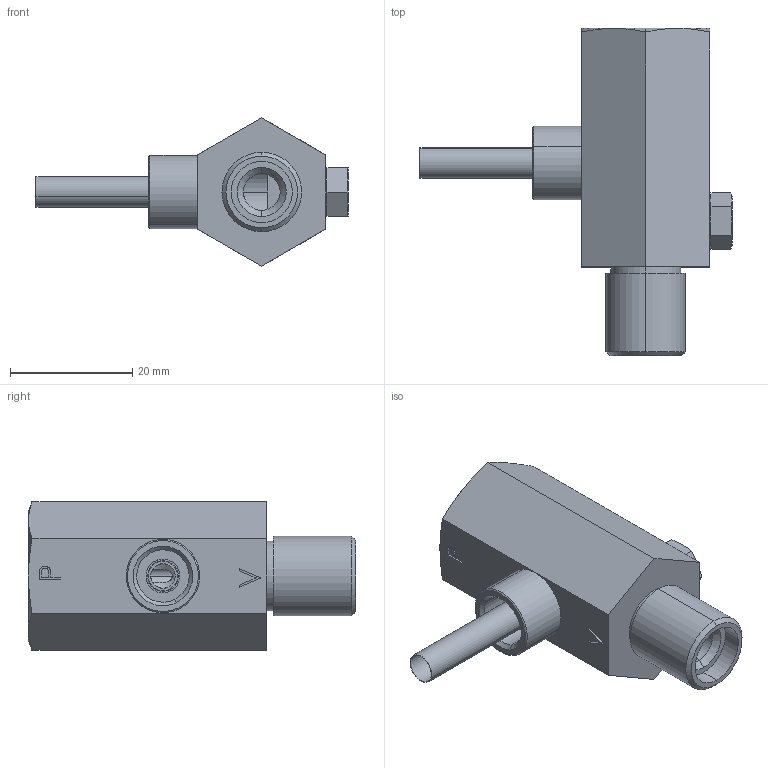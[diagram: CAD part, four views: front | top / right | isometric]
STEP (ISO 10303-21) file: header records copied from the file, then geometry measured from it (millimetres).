
FILE_DESCRIPTION(('STEP AP214'),'1');
FILE_NAME('COVAL_VR14M14.stp','2017-12-27T16:00:40',('TraceParts'),('TraceParts S.A.'),'Spatial InterOp 3D',' ',' ');
FILE_SCHEMA(('automotive_design'));
Length unit declared in the file: millimetre
Products named in the file (3): COVAL_VR14M14_1; COVAL_VR14M14_2; COVAL_VR14M14_3
Bounding box: 51 x 53.5 x 24.25 mm (x, y, z)
Volume: 14419.7 mm3; surface area: 8006.4 mm2
Topology: 4 solids, 4 shells, 147 faces, 330 edges, 199 vertices
Faces by surface type: cone 54, plane 49, cylinder 38, extrusion 6
Entity records: 6140 total; most frequent: CARTESIAN_POINT 1662, DIRECTION 681, ORIENTED_EDGE 652, EDGE_CURVE 326, AXIS2_PLACEMENT_3D 265, VERTEX_POINT 199, EDGE_LOOP 169, VECTOR 151
